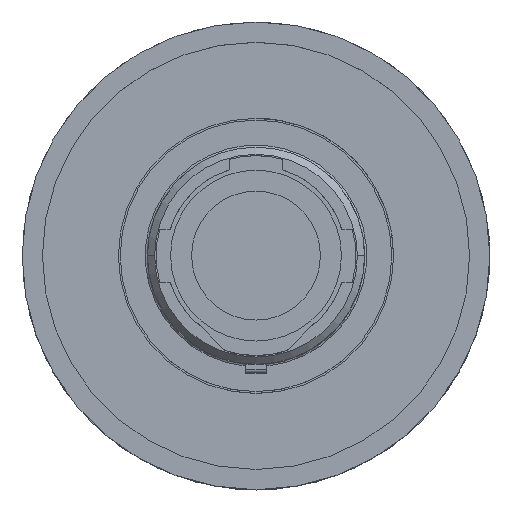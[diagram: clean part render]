
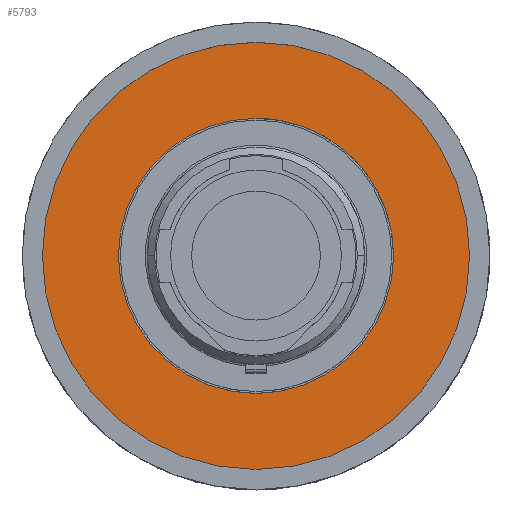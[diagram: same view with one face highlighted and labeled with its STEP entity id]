
A CAD part, top view. The second image highlights one B-rep face of the part: STEP entity #5793.
In plain terms, the highlighted planar face has unit normal (0, 0, 1).
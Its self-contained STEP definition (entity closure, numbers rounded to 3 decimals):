
#426=CARTESIAN_POINT('',(0.,0.,-15.5));
#427=DIRECTION('',(0.,0.,-1.));
#428=DIRECTION('',(0.,1.,0.));
#429=AXIS2_PLACEMENT_3D('',#426,#427,#428);
#441=CARTESIAN_POINT('',(0.,0.,-15.5));
#442=DIRECTION('',(0.,0.,1.));
#443=DIRECTION('',(0.,1.,0.));
#444=AXIS2_PLACEMENT_3D('',#441,#442,#443);
#461=CARTESIAN_POINT('',(0.,19.,-15.5));
#466=CARTESIAN_POINT('',(0.,0.,-15.5));
#467=DIRECTION('',(0.,0.,1.));
#468=DIRECTION('',(-1.,0.,0.));
#469=AXIS2_PLACEMENT_3D('',#466,#467,#468);
#474=CARTESIAN_POINT('',(0.,0.,-15.5));
#475=DIRECTION('',(0.,0.,1.));
#476=DIRECTION('',(1.,0.,0.));
#477=AXIS2_PLACEMENT_3D('',#474,#475,#476);
#4741=VERTEX_POINT('',#461);
#4742=CARTESIAN_POINT('',(-19.,0.,-15.5));
#4743=VERTEX_POINT('',#4742);
#4752=CARTESIAN_POINT('',(-29.5,0.,-15.5));
#4753=CARTESIAN_POINT('',(29.5,0.,-15.5));
#4754=VERTEX_POINT('',#4752);
#4755=VERTEX_POINT('',#4753);
#5778=CARTESIAN_POINT('',(0.,0.,-15.5));
#5779=DIRECTION('',(0.,0.,-1.));
#5780=DIRECTION('',(1.,0.,0.));
#5781=AXIS2_PLACEMENT_3D('',#5778,#5779,#5780);
#5782=PLANE('',#5781);
#5784=ORIENTED_EDGE('',*,*,#5783,.F.);
#5786=ORIENTED_EDGE('',*,*,#5785,.F.);
#5787=EDGE_LOOP('',(#5784,#5786));
#5788=FACE_OUTER_BOUND('',#5787,.F.);
#5789=ORIENTED_EDGE('',*,*,#5732,.F.);
#5790=ORIENTED_EDGE('',*,*,#5758,.T.);
#5791=EDGE_LOOP('',(#5789,#5790));
#5792=FACE_BOUND('',#5791,.F.);
#5793=ADVANCED_FACE('',(#5788,#5792),#5782,.F.);
#430=CIRCLE('',#429,19.);
#445=CIRCLE('',#444,19.);
#470=CIRCLE('',#469,29.5);
#478=CIRCLE('',#477,29.5);
#5732=EDGE_CURVE('',#4741,#4743,#430,.T.);
#5758=EDGE_CURVE('',#4741,#4743,#445,.T.);
#5783=EDGE_CURVE('',#4754,#4755,#470,.T.);
#5785=EDGE_CURVE('',#4755,#4754,#478,.T.);
